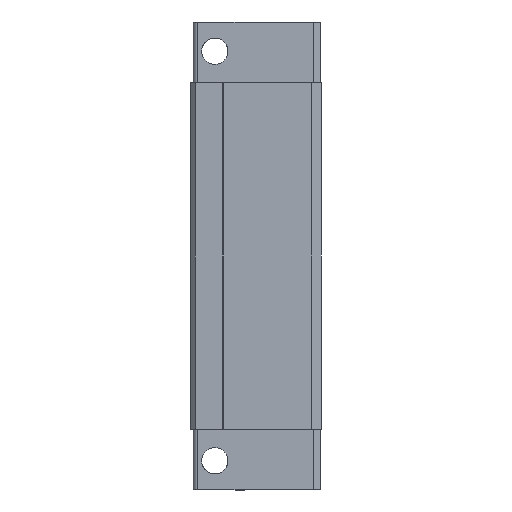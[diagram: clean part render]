
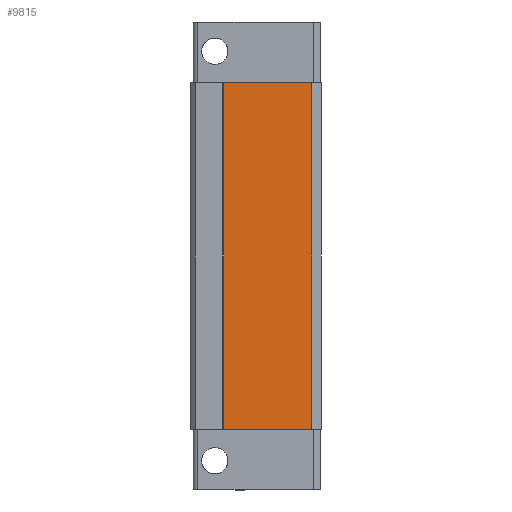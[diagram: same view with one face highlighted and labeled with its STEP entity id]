
A CAD part, left-side view. The second image highlights one B-rep face of the part: STEP entity #9815.
In plain terms, the highlighted planar face has unit normal (-1, 0, 0).
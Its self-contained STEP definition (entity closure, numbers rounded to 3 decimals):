
#4357 = LINE ( 'NONE', #4861, #4358 ) ;
#4358 = VECTOR ( 'NONE', #4862, 1000. ) ;
#4360 = LINE ( 'NONE', #4941, #4435 ) ;
#4428 = LINE ( 'NONE', #4933, #4429 ) ;
#4429 = VECTOR ( 'NONE', #4934, 1000. ) ;
#4432 = LINE ( 'NONE', #4937, #4433 ) ;
#4433 = VECTOR ( 'NONE', #4938, 1000. ) ;
#4435 = VECTOR ( 'NONE', #4942, 1000. ) ;
#4523 = FACE_OUTER_BOUND ( 'NONE', #7502, .T. ) ;
#4861 = CARTESIAN_POINT ( 'NONE',  ( -23.7, -7.5, 47.7 ) ) ;
#4862 = DIRECTION ( 'NONE',  ( 0., 0., 1. ) ) ;
#4933 = CARTESIAN_POINT ( 'NONE',  ( -23.7, 0., -39.75 ) ) ;
#4934 = DIRECTION ( 'NONE',  ( 0., -1., 0. ) ) ;
#4937 = CARTESIAN_POINT ( 'NONE',  ( -23.7, -27.7, 47.7 ) ) ;
#4938 = DIRECTION ( 'NONE',  ( 0., 0., 1. ) ) ;
#4941 = CARTESIAN_POINT ( 'NONE',  ( -23.7, 0., 39.75 ) ) ;
#4942 = DIRECTION ( 'NONE',  ( 0., -1., 0. ) ) ;
#5112 = PLANE ( 'NONE',  #5295 ) ;
#5115 = CARTESIAN_POINT ( 'NONE',  ( -23.7, -27.7, 47.7 ) ) ;
#5121 = DIRECTION ( 'NONE',  ( 1., 0., 0. ) ) ;
#5122 = DIRECTION ( 'NONE',  ( 0., 0., -1. ) ) ;
#5295 = AXIS2_PLACEMENT_3D ( 'NONE', #5115, #5121, #5122 ) ;
#5831 = CARTESIAN_POINT ( 'NONE',  ( -23.7, -27.7, -39.75 ) ) ;
#5839 = CARTESIAN_POINT ( 'NONE',  ( -23.7, -7.5, -39.75 ) ) ;
#5841 = CARTESIAN_POINT ( 'NONE',  ( -23.7, -7.5, 39.75 ) ) ;
#5877 = CARTESIAN_POINT ( 'NONE',  ( -23.7, -27.7, 39.75 ) ) ;
#6143 = VERTEX_POINT ( 'NONE', #5831 ) ;
#6151 = VERTEX_POINT ( 'NONE', #5839 ) ;
#6153 = VERTEX_POINT ( 'NONE', #5841 ) ;
#6189 = VERTEX_POINT ( 'NONE', #5877 ) ;
#7502 = EDGE_LOOP ( 'NONE', ( #9547, #9548, #9549, #9550 ) ) ;
#9056 = EDGE_CURVE ( 'NONE', #6151, #6153, #4357, .T. ) ;
#9092 = EDGE_CURVE ( 'NONE', #6151, #6143, #4428, .T. ) ;
#9094 = EDGE_CURVE ( 'NONE', #6143, #6189, #4432, .T. ) ;
#9096 = EDGE_CURVE ( 'NONE', #6153, #6189, #4360, .T. ) ;
#9547 = ORIENTED_EDGE ( 'NONE', *, *, #9096, .F. ) ;
#9548 = ORIENTED_EDGE ( 'NONE', *, *, #9056, .F. ) ;
#9549 = ORIENTED_EDGE ( 'NONE', *, *, #9092, .T. ) ;
#9550 = ORIENTED_EDGE ( 'NONE', *, *, #9094, .T. ) ;
#9815 = ADVANCED_FACE ( 'NONE', ( #4523 ), #5112, .F. ) ;
